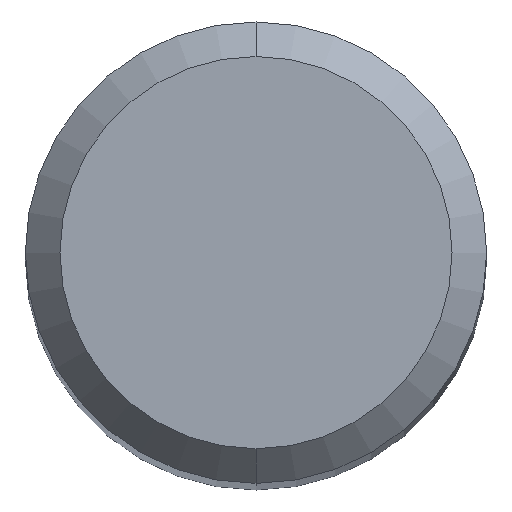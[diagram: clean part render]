
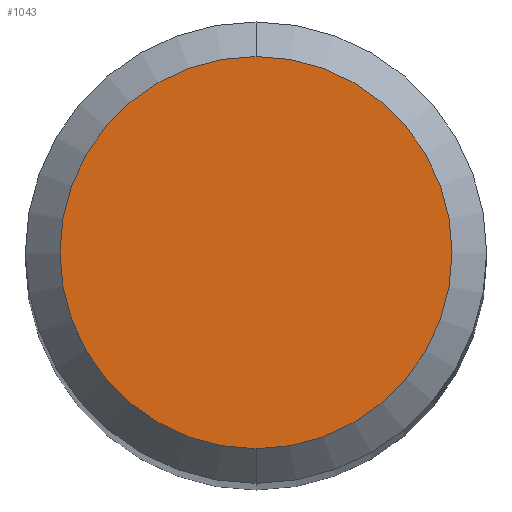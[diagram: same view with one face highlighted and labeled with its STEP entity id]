
A CAD part, top view. The second image highlights one B-rep face of the part: STEP entity #1043.
In plain terms, the highlighted planar face has unit normal (0, 0, 1).
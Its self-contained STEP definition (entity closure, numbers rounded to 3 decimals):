
#497=EDGE_CURVE('',#925,#1173,#1355,.T.);
#925=VERTEX_POINT('',#1819);
#1015=EDGE_CURVE('',#1173,#925,#1915,.T.);
#1043=ADVANCED_FACE('',(#1946),#1947,.T.);
#1173=VERTEX_POINT('',#2087);
#1355=CIRCLE('',#2416,1.7);
#1819=CARTESIAN_POINT('',(0.,-1.7,0.0));
#1915=CIRCLE('',#5008,1.7);
#1946=FACE_OUTER_BOUND('',#5062,.T.);
#1947=PLANE('',#5063);
#2087=CARTESIAN_POINT('',(0.0,1.7,0.0));
#2416=AXIS2_PLACEMENT_3D('',#6383,#6384,#6385);
#5008=AXIS2_PLACEMENT_3D('',#6929,#6930,#6931);
#5062=EDGE_LOOP('',(#6961,#6962));
#5063=AXIS2_PLACEMENT_3D('',#6963,#6964,#6965);
#6383=CARTESIAN_POINT('',(0.0,0.0,0.0));
#6384=DIRECTION('',(0.0,0.0,-1.0));
#6385=DIRECTION('',(0.0,1.0,0.0));
#6929=CARTESIAN_POINT('',(0.0,0.0,0.0));
#6930=DIRECTION('',(0.0,0.0,-1.0));
#6931=DIRECTION('',(0.0,1.0,0.0));
#6961=ORIENTED_EDGE('',*,*,#1015,.F.);
#6962=ORIENTED_EDGE('',*,*,#497,.F.);
#6963=CARTESIAN_POINT('',(0.0,0.85,0.0));
#6964=DIRECTION('',(-0.0,0.0,1.0));
#6965=DIRECTION('',(0.0,-1.0,0.0));
